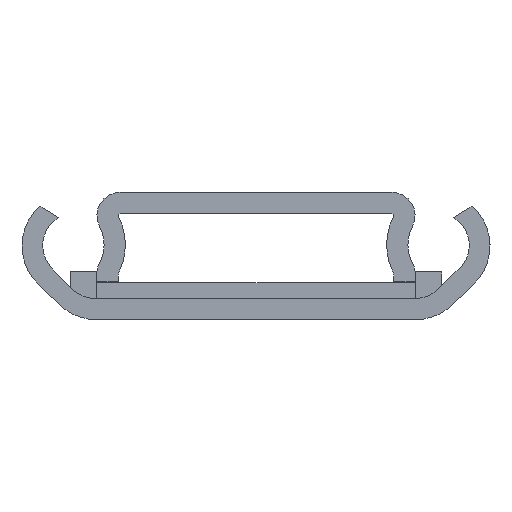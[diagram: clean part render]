
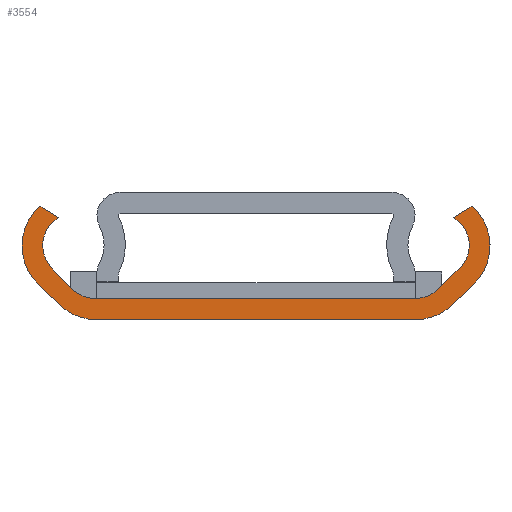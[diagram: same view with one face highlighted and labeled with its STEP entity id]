
A CAD part, left-side view. The second image highlights one B-rep face of the part: STEP entity #3554.
In plain terms, the highlighted face is planar.
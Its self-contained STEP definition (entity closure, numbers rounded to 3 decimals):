
#35 = EDGE_CURVE ( 'NONE', #2871, #1783, #3571, .T. ) ;
#93 = CARTESIAN_POINT ( 'NONE',  ( -7.9, 0., 0. ) ) ;
#113 = VECTOR ( 'NONE', #3283, 1000. ) ;
#157 = VERTEX_POINT ( 'NONE', #2541 ) ;
#327 = CARTESIAN_POINT ( 'NONE',  ( -7.287, 13.758, 0. ) ) ;
#335 = CARTESIAN_POINT ( 'NONE',  ( -7.23, -13.702, 0. ) ) ;
#394 = LINE ( 'NONE', #335, #2287 ) ;
#409 = AXIS2_PLACEMENT_3D ( 'NONE', #2768, #2321, #1869 ) ;
#439 = CARTESIAN_POINT ( 'NONE',  ( -8.383, -14.812, 0. ) ) ;
#473 = CARTESIAN_POINT ( 'NONE',  ( -7.9, -12.039, 0. ) ) ;
#476 = ORIENTED_EDGE ( 'NONE', *, *, #2512, .T. ) ;
#487 = CARTESIAN_POINT ( 'NONE',  ( -7.9, 12.039, 0. ) ) ;
#513 = CARTESIAN_POINT ( 'NONE',  ( -0.95, -16.296, 0. ) ) ;
#559 = CIRCLE ( 'NONE', #3840, 2.442 ) ;
#566 = LINE ( 'NONE', #93, #3718 ) ;
#618 = EDGE_CURVE ( 'NONE', #4170, #2249, #2697, .T. ) ;
#659 = EDGE_CURVE ( 'NONE', #4212, #4170, #2795, .T. ) ;
#711 = ORIENTED_EDGE ( 'NONE', *, *, #3095, .T. ) ;
#773 = DIRECTION ( 'NONE',  ( 1., 0., 0. ) ) ;
#781 = CARTESIAN_POINT ( 'NONE',  ( -6.833, 16.423, 0. ) ) ;
#797 = CARTESIAN_POINT ( 'NONE',  ( -5.68, -15.314, 0. ) ) ;
#873 = CARTESIAN_POINT ( 'NONE',  ( -6.833, -16.423, 0. ) ) ;
#895 = CIRCLE ( 'NONE', #2902, 4. ) ;
#929 = DIRECTION ( 'NONE',  ( 1., 0., 0. ) ) ;
#938 = AXIS2_PLACEMENT_3D ( 'NONE', #2152, #1226, #773 ) ;
#967 = CARTESIAN_POINT ( 'NONE',  ( -1.807, 14.898, 0. ) ) ;
#988 = EDGE_CURVE ( 'NONE', #1786, #4042, #1300, .T. ) ;
#997 = DIRECTION ( 'NONE',  ( 0., 0., -1. ) ) ;
#1005 = CARTESIAN_POINT ( 'NONE',  ( -9.5, 12.039, 0. ) ) ;
#1065 = AXIS2_PLACEMENT_3D ( 'NONE', #3862, #997, #1130 ) ;
#1119 = DIRECTION ( 'NONE',  ( 0., 0., 1. ) ) ;
#1130 = DIRECTION ( 'NONE',  ( 1., 0., 0. ) ) ;
#1137 = AXIS2_PLACEMENT_3D ( 'NONE', #4305, #1254, #3799 ) ;
#1150 = CARTESIAN_POINT ( 'NONE',  ( -0.95, 16.296, 0. ) ) ;
#1154 = DIRECTION ( 'NONE',  ( 0.719, 0.695, 0. ) ) ;
#1226 = DIRECTION ( 'NONE',  ( 0., 0., -1. ) ) ;
#1239 = VECTOR ( 'NONE', #1297, 1000. ) ;
#1254 = DIRECTION ( 'NONE',  ( 0., 0., 1. ) ) ;
#1297 = DIRECTION ( 'NONE',  ( 0.523, 0.852, 0. ) ) ;
#1300 = CIRCLE ( 'NONE', #1065, 2.4 ) ;
#1325 = CARTESIAN_POINT ( 'NONE',  ( -5.5, -12.039, 0. ) ) ;
#1347 = CIRCLE ( 'NONE', #3126, 4. ) ;
#1361 = EDGE_CURVE ( 'NONE', #157, #2531, #1683, .T. ) ;
#1379 = DIRECTION ( 'NONE',  ( 1., 0., 0. ) ) ;
#1428 = EDGE_CURVE ( 'NONE', #1514, #1560, #3295, .T. ) ;
#1514 = VERTEX_POINT ( 'NONE', #439 ) ;
#1521 = ORIENTED_EDGE ( 'NONE', *, *, #1428, .T. ) ;
#1522 = FACE_OUTER_BOUND ( 'NONE', #3819, .T. ) ;
#1560 = VERTEX_POINT ( 'NONE', #873 ) ;
#1617 = VECTOR ( 'NONE', #2133, 1000. ) ;
#1683 = LINE ( 'NONE', #327, #2781 ) ;
#1691 = EDGE_CURVE ( 'NONE', #2081, #4212, #2020, .T. ) ;
#1735 = CARTESIAN_POINT ( 'NONE',  ( -0.95, -16.296, 0. ) ) ;
#1752 = CARTESIAN_POINT ( 'NONE',  ( -9.5, -12.039, 0. ) ) ;
#1783 = VERTEX_POINT ( 'NONE', #2222 ) ;
#1786 = VERTEX_POINT ( 'NONE', #2360 ) ;
#1849 = DIRECTION ( 'NONE',  ( 0., 0., -1. ) ) ;
#1859 = EDGE_CURVE ( 'NONE', #3050, #1786, #394, .T. ) ;
#1860 = EDGE_CURVE ( 'NONE', #4048, #1514, #1347, .T. ) ;
#1869 = DIRECTION ( 'NONE',  ( 1., 0., 0. ) ) ;
#1891 = EDGE_CURVE ( 'NONE', #3732, #2081, #3331, .T. ) ;
#1916 = ORIENTED_EDGE ( 'NONE', *, *, #618, .T. ) ;
#1918 = CARTESIAN_POINT ( 'NONE',  ( -8.383, 14.811, 0. ) ) ;
#2020 = CIRCLE ( 'NONE', #2277, 4. ) ;
#2026 = ORIENTED_EDGE ( 'NONE', *, *, #3082, .T. ) ;
#2081 = VERTEX_POINT ( 'NONE', #1150 ) ;
#2133 = DIRECTION ( 'NONE',  ( 0., -1., 0. ) ) ;
#2152 = CARTESIAN_POINT ( 'NONE',  ( -3.9, -13.644, 0. ) ) ;
#2222 = CARTESIAN_POINT ( 'NONE',  ( -1.807, -14.898, 0. ) ) ;
#2249 = VERTEX_POINT ( 'NONE', #1005 ) ;
#2277 = AXIS2_PLACEMENT_3D ( 'NONE', #3995, #1119, #929 ) ;
#2287 = VECTOR ( 'NONE', #3679, 1000. ) ;
#2304 = CARTESIAN_POINT ( 'NONE',  ( -3.9, 13.644, 0. ) ) ;
#2321 = DIRECTION ( 'NONE',  ( 0., 0., 1. ) ) ;
#2328 = AXIS2_PLACEMENT_3D ( 'NONE', #2304, #1849, #1379 ) ;
#2360 = CARTESIAN_POINT ( 'NONE',  ( -7.23, -13.702, 0. ) ) ;
#2376 = CIRCLE ( 'NONE', #2328, 2.44 ) ;
#2409 = CARTESIAN_POINT ( 'NONE',  ( -5.46, 12.138, 0. ) ) ;
#2455 = ORIENTED_EDGE ( 'NONE', *, *, #2791, .T. ) ;
#2465 = EDGE_CURVE ( 'NONE', #2531, #3732, #2376, .T. ) ;
#2512 = EDGE_CURVE ( 'NONE', #1783, #3050, #4233, .T. ) ;
#2531 = VERTEX_POINT ( 'NONE', #3705 ) ;
#2541 = CARTESIAN_POINT ( 'NONE',  ( -7.287, 13.758, 0. ) ) ;
#2546 = ORIENTED_EDGE ( 'NONE', *, *, #1860, .T. ) ;
#2585 = CARTESIAN_POINT ( 'NONE',  ( -9.5, -12.039, 0. ) ) ;
#2620 = ORIENTED_EDGE ( 'NONE', *, *, #659, .T. ) ;
#2667 = DIRECTION ( 'NONE',  ( 1., 0., 0. ) ) ;
#2697 = CIRCLE ( 'NONE', #1137, 4. ) ;
#2768 = CARTESIAN_POINT ( 'NONE',  ( -5.5, -12.039, 0. ) ) ;
#2781 = VECTOR ( 'NONE', #1154, 1000. ) ;
#2782 = VERTEX_POINT ( 'NONE', #487 ) ;
#2791 = EDGE_CURVE ( 'NONE', #1560, #2871, #895, .T. ) ;
#2795 = LINE ( 'NONE', #3045, #3929 ) ;
#2859 = DIRECTION ( 'NONE',  ( -0.693, -0.721, 0. ) ) ;
#2871 = VERTEX_POINT ( 'NONE', #513 ) ;
#2902 = AXIS2_PLACEMENT_3D ( 'NONE', #3551, #3115, #2667 ) ;
#3013 = LINE ( 'NONE', #2585, #1617 ) ;
#3045 = CARTESIAN_POINT ( 'NONE',  ( -8.383, 14.811, 0. ) ) ;
#3050 = VERTEX_POINT ( 'NONE', #797 ) ;
#3082 = EDGE_CURVE ( 'NONE', #4042, #2782, #566, .T. ) ;
#3095 = EDGE_CURVE ( 'NONE', #2782, #157, #559, .T. ) ;
#3115 = DIRECTION ( 'NONE',  ( 0., 0., 1. ) ) ;
#3126 = AXIS2_PLACEMENT_3D ( 'NONE', #1325, #3936, #3537 ) ;
#3144 = ORIENTED_EDGE ( 'NONE', *, *, #2465, .T. ) ;
#3199 = DIRECTION ( 'NONE',  ( 1., 0., 0. ) ) ;
#3219 = PLANE ( 'NONE',  #409 ) ;
#3248 = ORIENTED_EDGE ( 'NONE', *, *, #1891, .T. ) ;
#3283 = DIRECTION ( 'NONE',  ( 0.693, -0.721, 0. ) ) ;
#3295 = LINE ( 'NONE', #3395, #113 ) ;
#3320 = DIRECTION ( 'NONE',  ( -0.523, 0.852, 0. ) ) ;
#3331 = LINE ( 'NONE', #3400, #1239 ) ;
#3351 = ORIENTED_EDGE ( 'NONE', *, *, #1691, .T. ) ;
#3395 = CARTESIAN_POINT ( 'NONE',  ( -8.383, -14.812, 0. ) ) ;
#3400 = CARTESIAN_POINT ( 'NONE',  ( -0.95, 16.296, 0. ) ) ;
#3537 = DIRECTION ( 'NONE',  ( 1., 0., 0. ) ) ;
#3551 = CARTESIAN_POINT ( 'NONE',  ( -3.95, -13.65, 0. ) ) ;
#3554 = ADVANCED_FACE ( 'NONE', ( #1522 ), #3219, .T. ) ;
#3571 = LINE ( 'NONE', #1735, #4292 ) ;
#3629 = DIRECTION ( 'NONE',  ( 0., 0., -1. ) ) ;
#3656 = ORIENTED_EDGE ( 'NONE', *, *, #1361, .T. ) ;
#3679 = DIRECTION ( 'NONE',  ( -0.693, 0.721, 0. ) ) ;
#3705 = CARTESIAN_POINT ( 'NONE',  ( -5.68, 15.314, 0. ) ) ;
#3718 = VECTOR ( 'NONE', #4054, 1000. ) ;
#3732 = VERTEX_POINT ( 'NONE', #967 ) ;
#3790 = ORIENTED_EDGE ( 'NONE', *, *, #35, .T. ) ;
#3799 = DIRECTION ( 'NONE',  ( 1., 0., 0. ) ) ;
#3819 = EDGE_LOOP ( 'NONE', ( #4163, #2026, #711, #3656, #3144, #3248, #3351, #2620, #1916, #4155, #2546, #1521, #2455, #3790, #476, #4125 ) ) ;
#3840 = AXIS2_PLACEMENT_3D ( 'NONE', #2409, #3629, #3199 ) ;
#3862 = CARTESIAN_POINT ( 'NONE',  ( -5.5, -12.039, 0. ) ) ;
#3929 = VECTOR ( 'NONE', #2859, 1000. ) ;
#3936 = DIRECTION ( 'NONE',  ( 0., 0., 1. ) ) ;
#3995 = CARTESIAN_POINT ( 'NONE',  ( -3.95, 13.65, 0. ) ) ;
#4042 = VERTEX_POINT ( 'NONE', #473 ) ;
#4048 = VERTEX_POINT ( 'NONE', #1752 ) ;
#4054 = DIRECTION ( 'NONE',  ( 0., 1., 0. ) ) ;
#4122 = EDGE_CURVE ( 'NONE', #2249, #4048, #3013, .T. ) ;
#4125 = ORIENTED_EDGE ( 'NONE', *, *, #1859, .T. ) ;
#4155 = ORIENTED_EDGE ( 'NONE', *, *, #4122, .T. ) ;
#4163 = ORIENTED_EDGE ( 'NONE', *, *, #988, .T. ) ;
#4170 = VERTEX_POINT ( 'NONE', #1918 ) ;
#4212 = VERTEX_POINT ( 'NONE', #781 ) ;
#4233 = CIRCLE ( 'NONE', #938, 2.44 ) ;
#4292 = VECTOR ( 'NONE', #3320, 1000. ) ;
#4305 = CARTESIAN_POINT ( 'NONE',  ( -5.5, 12.039, 0. ) ) ;
